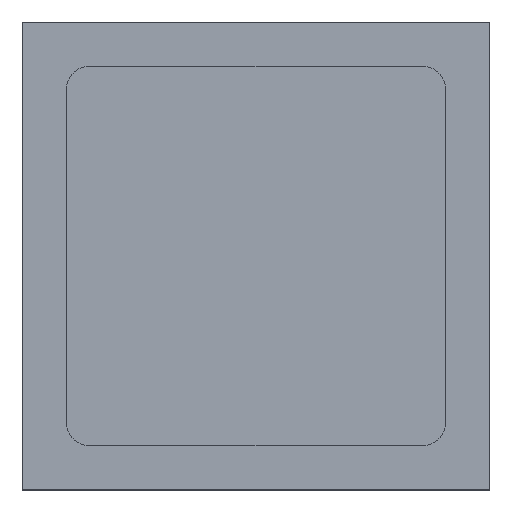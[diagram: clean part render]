
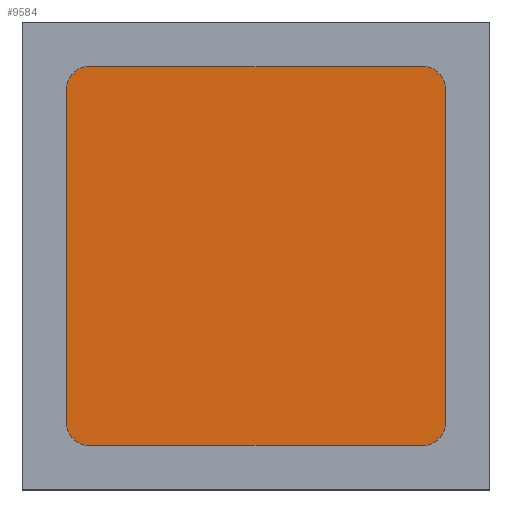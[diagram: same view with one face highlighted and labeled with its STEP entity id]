
A CAD part, top view. The second image highlights one B-rep face of the part: STEP entity #9584.
In plain terms, the highlighted face is planar.
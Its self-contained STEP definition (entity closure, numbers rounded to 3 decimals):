
#9341=CARTESIAN_POINT('',(7.5,0.4,7.5));
#9342=DIRECTION('',(0.,1.,0.));
#9343=DIRECTION('',(0.,0.,1.));
#9344=AXIS2_PLACEMENT_3D('',#9341,#9342,#9343);
#9349=DIRECTION('',(1.,0.,0.));
#9350=VECTOR('',#9349,15.);
#9351=CARTESIAN_POINT('',(-7.5,0.4,8.5));
#9352=LINE('',#9351,#9350);
#9356=CARTESIAN_POINT('',(-7.5,0.4,7.5));
#9357=DIRECTION('',(0.,1.,0.));
#9358=DIRECTION('',(-1.,0.,0.));
#9359=AXIS2_PLACEMENT_3D('',#9356,#9357,#9358);
#9364=DIRECTION('',(0.,0.,1.));
#9365=VECTOR('',#9364,15.);
#9366=CARTESIAN_POINT('',(-8.5,0.4,-7.5));
#9367=LINE('',#9366,#9365);
#9371=CARTESIAN_POINT('',(-7.5,0.4,-7.5));
#9372=DIRECTION('',(0.,1.,0.));
#9373=DIRECTION('',(0.,0.,-1.));
#9374=AXIS2_PLACEMENT_3D('',#9371,#9372,#9373);
#9379=DIRECTION('',(-1.,0.,0.));
#9380=VECTOR('',#9379,15.);
#9381=CARTESIAN_POINT('',(7.5,0.4,-8.5));
#9382=LINE('',#9381,#9380);
#9386=CARTESIAN_POINT('',(7.5,0.4,-7.5));
#9387=DIRECTION('',(0.,1.,0.));
#9388=DIRECTION('',(1.,0.,0.));
#9389=AXIS2_PLACEMENT_3D('',#9386,#9387,#9388);
#9394=DIRECTION('',(0.,0.,-1.));
#9395=VECTOR('',#9394,15.);
#9396=CARTESIAN_POINT('',(8.5,0.4,7.5));
#9397=LINE('',#9396,#9395);
#9405=CARTESIAN_POINT('',(7.5,0.4,8.5));
#9406=VERTEX_POINT('',#9405);
#9407=CARTESIAN_POINT('',(8.5,0.4,7.5));
#9408=VERTEX_POINT('',#9407);
#9413=CARTESIAN_POINT('',(8.5,0.4,-7.5));
#9414=VERTEX_POINT('',#9413);
#9415=CARTESIAN_POINT('',(7.5,0.4,-8.5));
#9416=VERTEX_POINT('',#9415);
#9421=CARTESIAN_POINT('',(-7.5,0.4,-8.5));
#9422=VERTEX_POINT('',#9421);
#9423=CARTESIAN_POINT('',(-8.5,0.4,-7.5));
#9424=VERTEX_POINT('',#9423);
#9429=CARTESIAN_POINT('',(-8.5,0.4,7.5));
#9430=VERTEX_POINT('',#9429);
#9431=CARTESIAN_POINT('',(-7.5,0.4,8.5));
#9432=VERTEX_POINT('',#9431);
#9569=CARTESIAN_POINT('',(0.,0.4,0.));
#9570=DIRECTION('',(0.,1.,0.));
#9571=DIRECTION('',(1.,0.,0.));
#9572=AXIS2_PLACEMENT_3D('',#9569,#9570,#9571);
#9573=PLANE('',#9572);
#9574=ORIENTED_EDGE('',*,*,#9465,.F.);
#9575=ORIENTED_EDGE('',*,*,#9481,.F.);
#9576=ORIENTED_EDGE('',*,*,#9494,.F.);
#9577=ORIENTED_EDGE('',*,*,#9507,.F.);
#9578=ORIENTED_EDGE('',*,*,#9522,.F.);
#9579=ORIENTED_EDGE('',*,*,#9535,.F.);
#9580=ORIENTED_EDGE('',*,*,#9550,.F.);
#9581=ORIENTED_EDGE('',*,*,#9562,.F.);
#9582=EDGE_LOOP('',(#9574,#9575,#9576,#9577,#9578,#9579,#9580,#9581));
#9583=FACE_OUTER_BOUND('',#9582,.F.);
#9345=CIRCLE('',#9344,1.);
#9360=CIRCLE('',#9359,1.);
#9375=CIRCLE('',#9374,1.);
#9390=CIRCLE('',#9389,1.);
#9465=EDGE_CURVE('',#9406,#9408,#9345,.T.);
#9481=EDGE_CURVE('',#9432,#9406,#9352,.T.);
#9494=EDGE_CURVE('',#9430,#9432,#9360,.T.);
#9507=EDGE_CURVE('',#9424,#9430,#9367,.T.);
#9522=EDGE_CURVE('',#9422,#9424,#9375,.T.);
#9535=EDGE_CURVE('',#9416,#9422,#9382,.T.);
#9550=EDGE_CURVE('',#9414,#9416,#9390,.T.);
#9562=EDGE_CURVE('',#9408,#9414,#9397,.T.);
#9584=ADVANCED_FACE('',(#9583),#9573,.T.);
